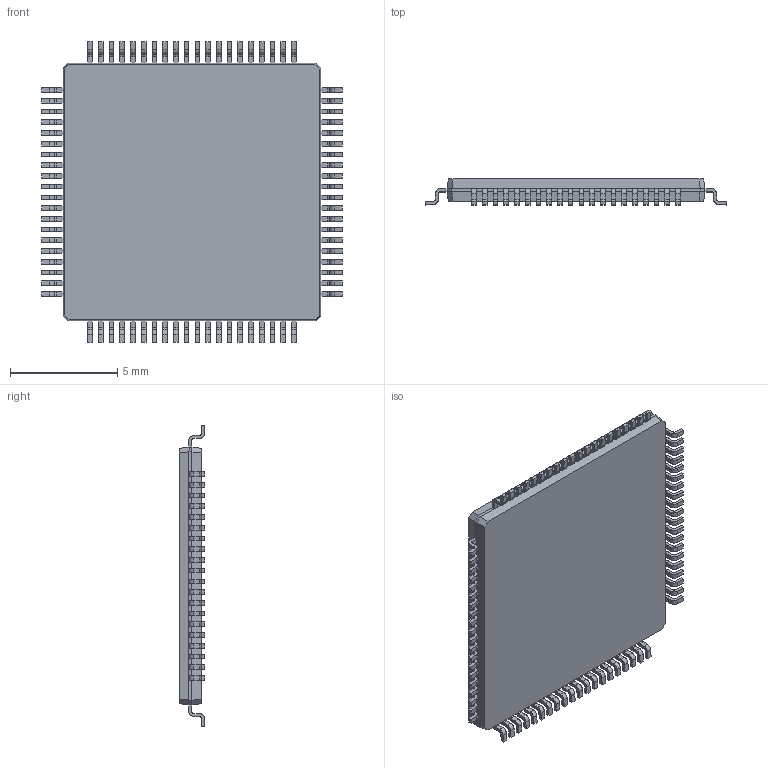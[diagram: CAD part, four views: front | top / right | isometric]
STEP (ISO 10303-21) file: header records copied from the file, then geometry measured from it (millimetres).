
FILE_DESCRIPTION (( 'STEP AP214' ), '1' );
FILE_NAME ('PIC18F87K90-I-PT.STEP', '2019-08-16T11:10:36', ( '' ), ( '' ), 'SwSTEP 2.0', 'SolidWorks 2017', '' );
FILE_SCHEMA (( 'AUTOMOTIVE_DESIGN' ));
Length unit declared in the file: millimetre
Products named in the file (1): PIC18F87K90-I-PT
Bounding box: 14 x 1.2 x 14 mm (x, y, z)
Volume: 153.6 mm3; surface area: 421.9 mm2
Topology: 81 solids, 81 shells, 1146 faces, 2952 edges, 1968 vertices
Faces by surface type: plane 826, cylinder 320
Entity records: 47810 total; most frequent: CARTESIAN_POINT 6067, ORIENTED_EDGE 5904, DIRECTION 5886, EDGE_CURVE 2952, LINE 2312, VECTOR 2312, VERTEX_POINT 1968, AXIS2_PLACEMENT_3D 1787
